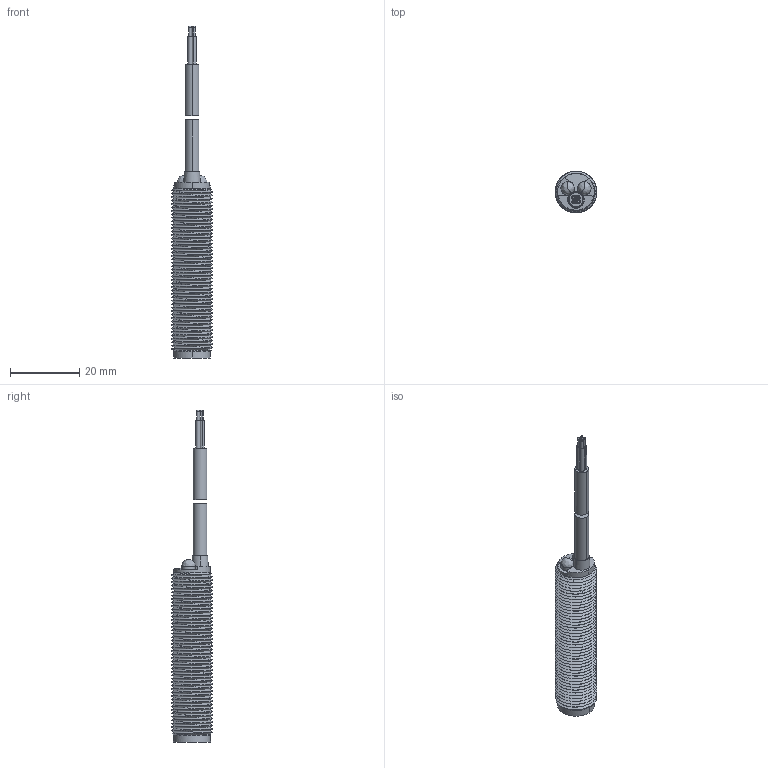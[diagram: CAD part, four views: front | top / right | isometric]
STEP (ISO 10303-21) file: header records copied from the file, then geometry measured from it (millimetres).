
FILE_DESCRIPTION( ('This file contains a STEP AP42 implementation' ,'as created by ZW3D STEP Interface translator.') ,'2;1' );
FILE_NAME( 'FCS1-1202X-X4UX.stp' ,'20 6 5. 83226', (''), ('ZWCAD Software Co.'), 'Version 1.0', 'ZW3D to STEP translator', '' );
FILE_SCHEMA(('AUTOMOTIVE_DESIGN'));
Length unit declared in the file: millimetre
Products named in the file (2): 0; FCS1-1202X-X4UX
Bounding box: 12 x 12 x 96 mm (x, y, z)
Volume: 5354.2 mm3; surface area: 4415 mm2
Topology: 2 solids, 5 shells, 194 faces, 531 edges, 341 vertices
Faces by surface type: bspline 194
Entity records: 16160 total; most frequent: CARTESIAN_POINT 12957, ORIENTED_EDGE 1035, EDGE_CURVE 523, B_SPLINE_CURVE_WITH_KNOTS 415, VERTEX_POINT 341, EDGE_LOOP 202, FACE_OUTER_BOUND 194, ADVANCED_FACE 194
